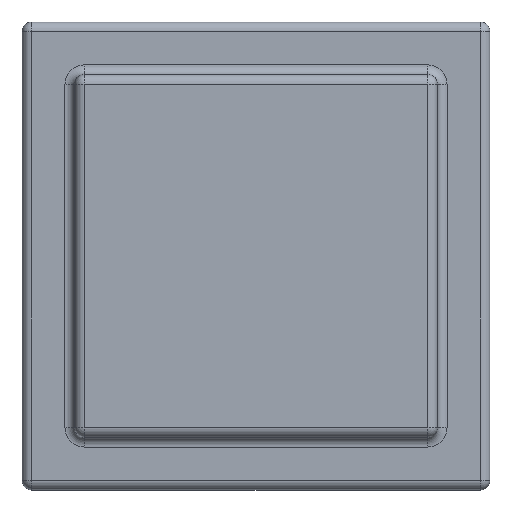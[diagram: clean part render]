
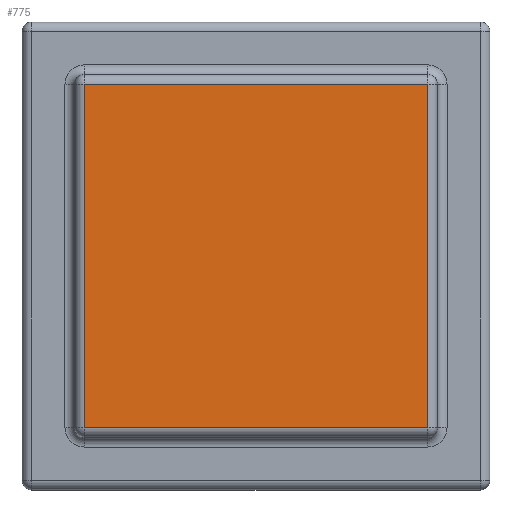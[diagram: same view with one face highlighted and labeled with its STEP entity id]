
A CAD part, top view. The second image highlights one B-rep face of the part: STEP entity #775.
In plain terms, the highlighted planar face has unit normal (0, 0, 1).
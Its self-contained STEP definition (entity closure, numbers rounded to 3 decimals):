
#184=ORIENTED_EDGE('',*,*,#396,.T.);
#185=ORIENTED_EDGE('',*,*,#397,.T.);
#186=ORIENTED_EDGE('',*,*,#398,.T.);
#187=ORIENTED_EDGE('',*,*,#399,.T.);
#396=EDGE_CURVE('',#504,#505,#564,.T.);
#397=EDGE_CURVE('',#505,#506,#565,.T.);
#398=EDGE_CURVE('',#506,#507,#566,.T.);
#399=EDGE_CURVE('',#507,#504,#567,.T.);
#504=VERTEX_POINT('',#1349);
#505=VERTEX_POINT('',#1350);
#506=VERTEX_POINT('',#1352);
#507=VERTEX_POINT('',#1354);
#564=LINE('',#1348,#624);
#565=LINE('',#1351,#625);
#566=LINE('',#1353,#626);
#567=LINE('',#1355,#627);
#624=VECTOR('',#1035,1000.);
#625=VECTOR('',#1036,1000.);
#626=VECTOR('',#1037,1000.);
#627=VECTOR('',#1038,1000.);
#645=EDGE_LOOP('',(#184,#185,#186,#187));
#703=FACE_BOUND('',#645,.T.);
#759=PLANE('',#848);
#775=ADVANCED_FACE('',(#703),#759,.T.);
#848=AXIS2_PLACEMENT_3D('',#1347,#1033,#1034);
#1033=DIRECTION('',(0.,0.,1.));
#1034=DIRECTION('',(1.,0.,0.));
#1035=DIRECTION('',(-1.,0.,0.));
#1036=DIRECTION('',(0.,-1.,0.));
#1037=DIRECTION('',(1.,0.,0.));
#1038=DIRECTION('',(0.,1.,0.));
#1347=CARTESIAN_POINT('',(0.,0.,91.5));
#1348=CARTESIAN_POINT('',(-93.,88.,91.5));
#1349=CARTESIAN_POINT('',(88.,88.,91.5));
#1350=CARTESIAN_POINT('',(-88.,88.,91.5));
#1351=CARTESIAN_POINT('',(-88.,-93.,91.5));
#1352=CARTESIAN_POINT('',(-88.,-88.,91.5));
#1353=CARTESIAN_POINT('',(93.,-88.,91.5));
#1354=CARTESIAN_POINT('',(88.,-88.,91.5));
#1355=CARTESIAN_POINT('',(88.,93.,91.5));
